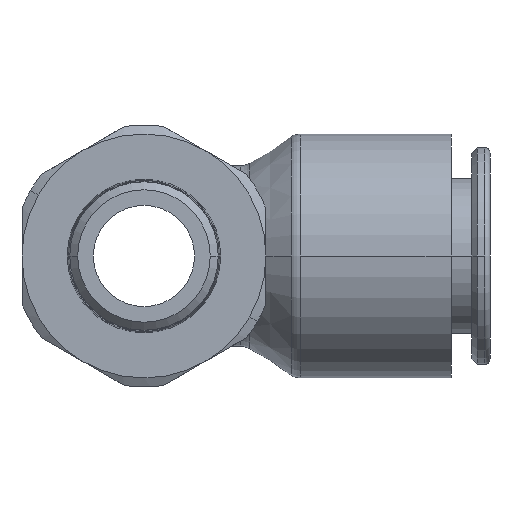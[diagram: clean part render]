
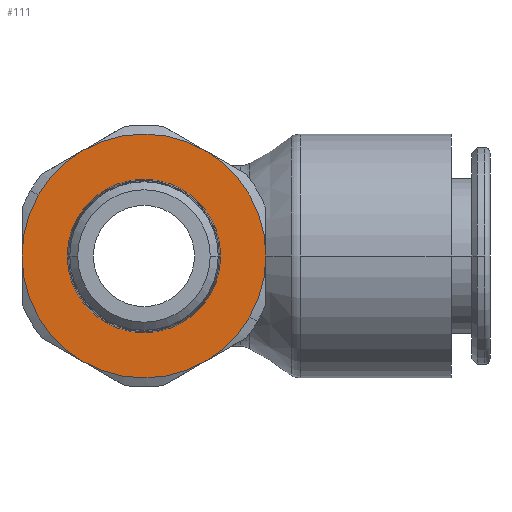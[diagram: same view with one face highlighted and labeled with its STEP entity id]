
A CAD part, front view. The second image highlights one B-rep face of the part: STEP entity #111.
In plain terms, the highlighted planar face has unit normal (0, -1, 0).
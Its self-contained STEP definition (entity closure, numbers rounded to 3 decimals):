
#111=ADVANCED_FACE('',(#280,#281),#282,.T.);
#280=FACE_BOUND('',#489,.T.);
#281=FACE_OUTER_BOUND('',#490,.T.);
#282=PLANE('',#491);
#489=EDGE_LOOP('',(#1062,#1063));
#490=EDGE_LOOP('',(#1064,#1065,#1066,#1067,#1068,#1069,#1070,#1071));
#491=AXIS2_PLACEMENT_3D('',#1072,#1073,#1074);
#1062=ORIENTED_EDGE('',*,*,#1482,.T.);
#1063=ORIENTED_EDGE('',*,*,#1520,.T.);
#1064=ORIENTED_EDGE('',*,*,#1555,.F.);
#1065=ORIENTED_EDGE('',*,*,#1552,.F.);
#1066=ORIENTED_EDGE('',*,*,#1549,.F.);
#1067=ORIENTED_EDGE('',*,*,#1546,.F.);
#1068=ORIENTED_EDGE('',*,*,#1474,.F.);
#1069=ORIENTED_EDGE('',*,*,#1544,.F.);
#1070=ORIENTED_EDGE('',*,*,#1560,.F.);
#1071=ORIENTED_EDGE('',*,*,#1468,.F.);
#1072=CARTESIAN_POINT('',(5.846,-39.3,-3.375));
#1073=DIRECTION('',(0.0,-1.0,0.0));
#1074=DIRECTION('',(-0.866,0.0,0.5));
#1468=EDGE_CURVE('',#1808,#1811,#1812,.T.);
#1474=EDGE_CURVE('',#1821,#1817,#1823,.T.);
#1482=EDGE_CURVE('',#1829,#1833,#1835,.T.);
#1520=EDGE_CURVE('',#1833,#1829,#1896,.T.);
#1544=EDGE_CURVE('',#1939,#1821,#1941,.T.);
#1546=EDGE_CURVE('',#1817,#1943,#1944,.T.);
#1549=EDGE_CURVE('',#1943,#1947,#1948,.T.);
#1552=EDGE_CURVE('',#1947,#1951,#1952,.T.);
#1555=EDGE_CURVE('',#1951,#1808,#1955,.T.);
#1560=EDGE_CURVE('',#1811,#1939,#1961,.T.);
#1808=VERTEX_POINT('',#2265);
#1811=VERTEX_POINT('',#2269);
#1812=CIRCLE('',#2270,13.5);
#1817=VERTEX_POINT('',#2286);
#1821=VERTEX_POINT('',#2291);
#1823=CIRCLE('',#2304,13.5);
#1829=VERTEX_POINT('',#2314);
#1833=VERTEX_POINT('',#2319);
#1835=CIRCLE('',#2322,8.494);
#1896=CIRCLE('',#2395,8.494);
#1939=VERTEX_POINT('',#2448);
#1941=CIRCLE('',#2461,13.5);
#1943=VERTEX_POINT('',#2474);
#1944=CIRCLE('',#2475,13.5);
#1947=VERTEX_POINT('',#2500);
#1948=CIRCLE('',#2501,13.5);
#1951=VERTEX_POINT('',#2526);
#1952=CIRCLE('',#2527,13.5);
#1955=CIRCLE('',#2552,13.5);
#1961=CIRCLE('',#2602,13.5);
#2265=CARTESIAN_POINT('',(11.691,-39.3,-6.75));
#2269=CARTESIAN_POINT('',(6.75,-39.3,-11.691));
#2270=AXIS2_PLACEMENT_3D('',#3004,#3005,#3006);
#2286=CARTESIAN_POINT('',(-11.691,-39.3,6.75));
#2291=CARTESIAN_POINT('',(-13.5,-39.3,0.));
#2304=AXIS2_PLACEMENT_3D('',#3014,#3015,#3016);
#2314=CARTESIAN_POINT('',(8.494,-39.3,0.0));
#2319=CARTESIAN_POINT('',(-8.494,-39.3,0.));
#2322=AXIS2_PLACEMENT_3D('',#3026,#3027,#3028);
#2395=AXIS2_PLACEMENT_3D('',#3116,#3117,#3118);
#2448=CARTESIAN_POINT('',(-6.75,-39.3,-11.691));
#2461=AXIS2_PLACEMENT_3D('',#3165,#3166,#3167);
#2474=CARTESIAN_POINT('',(-6.75,-39.3,11.691));
#2475=AXIS2_PLACEMENT_3D('',#3168,#3169,#3170);
#2500=CARTESIAN_POINT('',(6.75,-39.3,11.691));
#2501=AXIS2_PLACEMENT_3D('',#3171,#3172,#3173);
#2526=CARTESIAN_POINT('',(13.5,-39.3,0.));
#2527=AXIS2_PLACEMENT_3D('',#3174,#3175,#3176);
#2552=AXIS2_PLACEMENT_3D('',#3177,#3178,#3179);
#2602=AXIS2_PLACEMENT_3D('',#3180,#3181,#3182);
#3004=CARTESIAN_POINT('',(0.0,-39.3,0.0));
#3005=DIRECTION('',(0.0,1.0,0.0));
#3006=DIRECTION('',(0.866,0.0,-0.5));
#3014=CARTESIAN_POINT('',(0.0,-39.3,0.0));
#3015=DIRECTION('',(0.0,1.0,0.0));
#3016=DIRECTION('',(0.866,0.0,-0.5));
#3026=CARTESIAN_POINT('',(0.0,-39.3,0.0));
#3027=DIRECTION('',(-0.0,1.0,0.0));
#3028=DIRECTION('',(1.0,0.0,0.0));
#3116=CARTESIAN_POINT('',(0.0,-39.3,0.0));
#3117=DIRECTION('',(-0.0,1.0,0.0));
#3118=DIRECTION('',(1.0,0.0,0.0));
#3165=CARTESIAN_POINT('',(0.0,-39.3,0.0));
#3166=DIRECTION('',(0.0,1.0,0.0));
#3167=DIRECTION('',(0.866,0.0,-0.5));
#3168=CARTESIAN_POINT('',(0.0,-39.3,0.0));
#3169=DIRECTION('',(0.0,1.0,0.0));
#3170=DIRECTION('',(0.866,0.0,-0.5));
#3171=CARTESIAN_POINT('',(0.0,-39.3,0.0));
#3172=DIRECTION('',(0.0,1.0,0.0));
#3173=DIRECTION('',(0.866,0.0,-0.5));
#3174=CARTESIAN_POINT('',(0.0,-39.3,0.0));
#3175=DIRECTION('',(0.0,1.0,0.0));
#3176=DIRECTION('',(0.866,0.0,-0.5));
#3177=CARTESIAN_POINT('',(0.0,-39.3,0.0));
#3178=DIRECTION('',(0.0,1.0,0.0));
#3179=DIRECTION('',(0.866,0.0,-0.5));
#3180=CARTESIAN_POINT('',(0.0,-39.3,0.0));
#3181=DIRECTION('',(0.0,1.0,0.0));
#3182=DIRECTION('',(0.866,0.0,-0.5));
